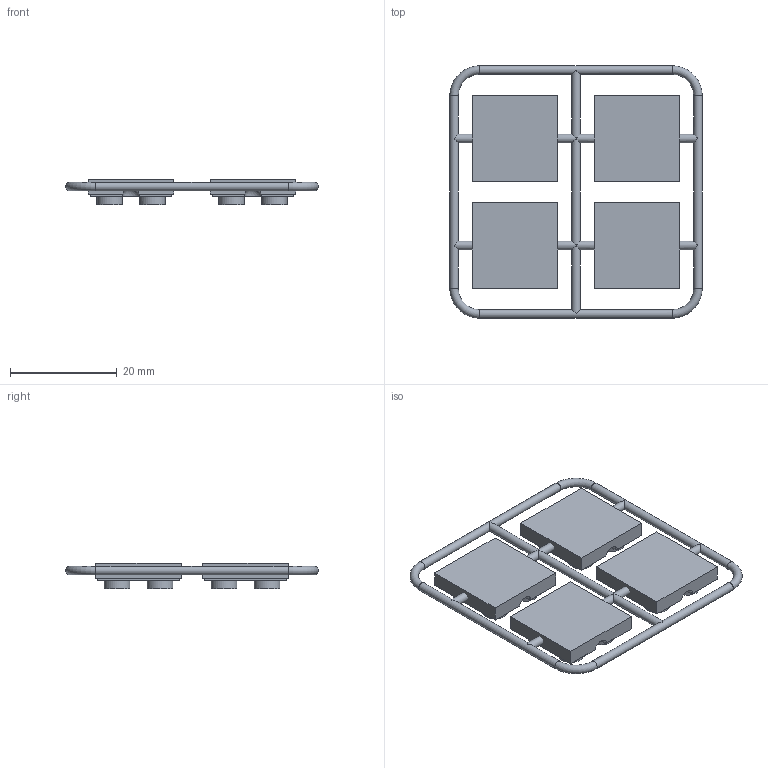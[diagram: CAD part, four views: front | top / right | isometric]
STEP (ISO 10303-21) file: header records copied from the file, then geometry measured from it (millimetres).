
FILE_DESCRIPTION(/* description */ (''),/* implementation_level */ '2;1');
FILE_NAME(/* name */ 'Speaker_Array v2.step',/* time_stamp */ '2023-09-15T15:20:55-06:00',/* author */ (''),/* organization */ (''),/* preprocessor_version */ 'ST-DEVELOPER v20',/* originating_system */ 'Autodesk Translation Framework v12.9.0.99',/* authorisation */ '');
FILE_SCHEMA (('AUTOMOTIVE_DESIGN { 1 0 10303 214 3 1 1 }'));
Length unit declared in the file: millimetre
Products named in the file (3): Speaker_Array; Print Frame; 2x2 Speaker
Assembly tree (5 placements, depth 2):
  Speaker_Array
    Print Frame
    2x2 Speaker  x4
Bounding box: 47.2 x 47.2 x 4.8 mm (x, y, z)
Volume: 3047.2 mm3; surface area: 6680.4 mm2
Topology: 5 solids, 5 shells, 355 faces, 935 edges, 576 vertices
Faces by surface type: plane 272, cylinder 67, sphere 12, torus 4
Full cylindrical faces by diameter (mm): 1.6 x15, 3.2 x16, 4.8 x16
Entity records: 3602 total; most frequent: DIRECTION 646, CARTESIAN_POINT 638, ORIENTED_EDGE 588, EDGE_CURVE 294, AXIS2_PLACEMENT_3D 239, VERTEX_POINT 183, LINE 168, VECTOR 168
